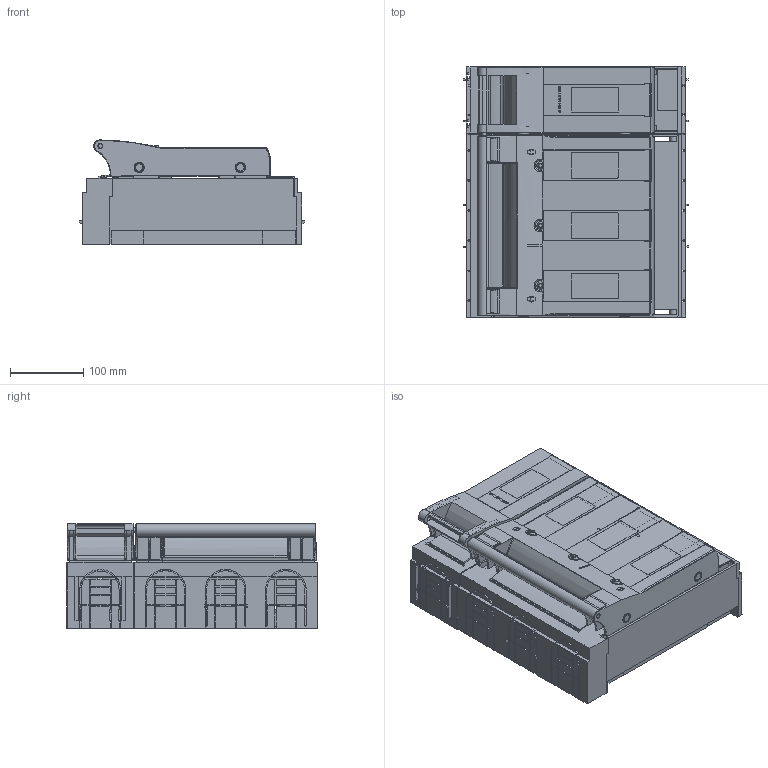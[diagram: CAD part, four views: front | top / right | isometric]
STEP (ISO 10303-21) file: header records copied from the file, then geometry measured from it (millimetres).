
FILE_DESCRIPTION(('CATIA V5 STEP'),'2;1');
FILE_NAME('T0629_L_KETO-3-4-Wandmontage.stp','2015-08-17T13:34:16+00:00',('none'),('Jean Müller GmbH'),'CATIA Version 5 Release 19 SP 9 (IN-10)','CATIA V5 STEP AP214','none');
FILE_SCHEMA(('AUTOMOTIVE_DESIGN { 1 0 10303 214 1 1 1 1 }'));
Products named in the file (23): T0629_L_KETO-3-4; 34205_L_Frontplatte Gr3_1-polig; 34208_L01_Scheibe Gr1; 34240_L_KETO-Trennergehaeuse Gr3_1-polig; 34242_L_KETO Schutzabdeckung unten Gr3_1-polig; 34241_L_KETO-Schutzabdeckung oben Gr3-1-polig; 158641_01_L_Anschlusslasche Gr.3; 68290_Sechskantschraube M12x25; 66905_Spannscheibe DIN 6796_12; 31916_Verbindungsclip; 85915_Isolierhülse; 85916_Rastniet; 68366 Zylinderstift ISO 8734 - 5x22 - A - St; 68369_Zylinderstift ISO 8734 - 6x26 - A - St; T0603_L01_KETO-3-3/Aufbau; 34206_L01_Frontplatte Gr3_3-polig; 34246_L_Schutzabdeckung oben Gr3_3-polig; 34247_L_Schutzabdeckung unten Gr3_3-polig; 158641_L_Anschlusslasche Trenner; 34245_L01_Gehaeuse; 34208_L_Scheibe Gr.1; 65746_Sechskantschraube M10x25; 66903_Spannscheibe DIN6796 -10
Assembly tree (48 placements, depth 3):
  T0629_L_KETO-3-4
    34205_L_Frontplatte Gr3_1-polig
    34208_L01_Scheibe Gr1
    34240_L_KETO-Trennergehaeuse Gr3_1-polig
    34242_L_KETO Schutzabdeckung unten Gr3_1-polig
    34241_L_KETO-Schutzabdeckung oben Gr3-1-polig
    158641_01_L_Anschlusslasche Gr.3  x2
    68290_Sechskantschraube M12x25  x2
    66905_Spannscheibe DIN 6796_12  x2
    31916_Verbindungsclip  x2
    85915_Isolierhülse  x2
    85916_Rastniet  x4
    68366 Zylinderstift ISO 8734 - 5x22 - A - St  x2
    68369_Zylinderstift ISO 8734 - 6x26 - A - St
    T0603_L01_KETO-3-3/Aufbau
      34206_L01_Frontplatte Gr3_3-polig
      34246_L_Schutzabdeckung oben Gr3_3-polig
      34247_L_Schutzabdeckung unten Gr3_3-polig
      158641_L_Anschlusslasche Trenner  x6
      34245_L01_Gehaeuse
      34208_L_Scheibe Gr.1  x3
      65746_Sechskantschraube M10x25  x6
      66903_Spannscheibe DIN6796 -10  x6
Bounding box: 306.87 x 341.25 x 142.46 mm (x, y, z)
Volume: 4219040.7 mm3; surface area: 1374137.8 mm2
Topology: 86 solids, 93 shells, 4226 faces, 11783 edges, 7713 vertices
Faces by surface type: plane 3113, cylinder 620, cone 175, bspline 167, torus 66, extrusion 47, sphere 38
Entity records: 106483 total; most frequent: CARTESIAN_POINT 30463, ORIENTED_EDGE 18146, DIRECTION 11323, EDGE_CURVE 9073, VECTOR 6978, LINE 6931, VERTEX_POINT 6033, EDGE_LOOP 3358
